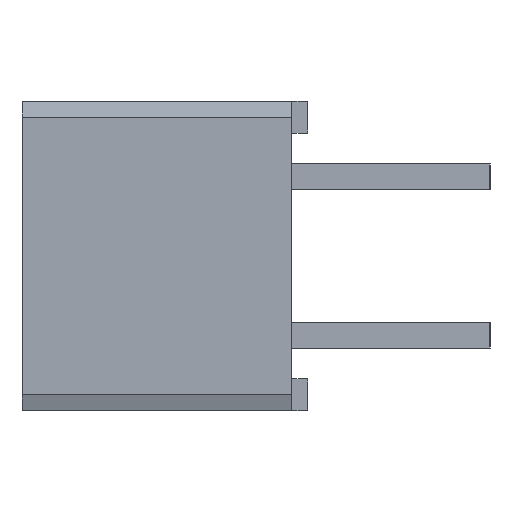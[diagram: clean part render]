
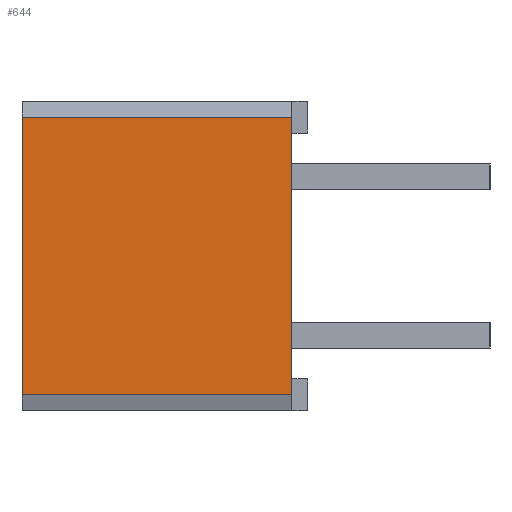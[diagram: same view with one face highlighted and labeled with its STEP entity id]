
A CAD part, left-side view. The second image highlights one B-rep face of the part: STEP entity #644.
In plain terms, the highlighted planar face has unit normal (-1, 0, 0).
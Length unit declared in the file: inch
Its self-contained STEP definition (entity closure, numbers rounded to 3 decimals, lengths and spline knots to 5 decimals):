
#644 = ADVANCED_FACE( '', ( #1677 ), #1678, .F. );
#1677 = FACE_OUTER_BOUND( '', #3167, .T. );
#1678 = PLANE( '', #3168 );
#3167 = EDGE_LOOP( '', ( #4918, #4919, #4920, #4921 ) );
#3168 = AXIS2_PLACEMENT_3D( '', #4922, #4923, #4924 );
#4918 = ORIENTED_EDGE( '', *, *, #9009, .T. );
#4919 = ORIENTED_EDGE( '', *, *, #9010, .T. );
#4920 = ORIENTED_EDGE( '', *, *, #9011, .T. );
#4921 = ORIENTED_EDGE( '', *, *, #9012, .F. );
#4922 = CARTESIAN_POINT( '', ( -0.5, 0.18, -0.0975 ) );
#4923 = DIRECTION( '', ( 1., 0., 0. ) );
#4924 = DIRECTION( '', ( 0., 0., -1. ) );
#9009 = EDGE_CURVE( '', #10871, #10872, #10873, .T. );
#9010 = EDGE_CURVE( '', #10872, #10874, #10875, .T. );
#9011 = EDGE_CURVE( '', #10874, #10876, #10877, .T. );
#9012 = EDGE_CURVE( '', #10871, #10876, #10878, .T. );
#10871 = VERTEX_POINT( '', #13516 );
#10872 = VERTEX_POINT( '', #13517 );
#10873 = LINE( '', #13518, #13519 );
#10874 = VERTEX_POINT( '', #13520 );
#10875 = LINE( '', #13521, #13522 );
#10876 = VERTEX_POINT( '', #13523 );
#10877 = LINE( '', #13524, #13525 );
#10878 = LINE( '', #13526, #13527 );
#13516 = CARTESIAN_POINT( '', ( -0.5, 0.18, -0.0875 ) );
#13517 = CARTESIAN_POINT( '', ( -0.5, 0.01, -0.0875 ) );
#13518 = CARTESIAN_POINT( '', ( -0.5, 0.18, -0.0875 ) );
#13519 = VECTOR( '', #16659, 39.37008 );
#13520 = CARTESIAN_POINT( '', ( -0.5, 0.01, 0.0875 ) );
#13521 = CARTESIAN_POINT( '', ( -0.5, 0.01, -0.0775 ) );
#13522 = VECTOR( '', #16660, 39.37008 );
#13523 = CARTESIAN_POINT( '', ( -0.5, 0.18, 0.0875 ) );
#13524 = CARTESIAN_POINT( '', ( -0.5, 0.18, 0.0875 ) );
#13525 = VECTOR( '', #16661, 39.37008 );
#13526 = CARTESIAN_POINT( '', ( -0.5, 0.18, -0.0975 ) );
#13527 = VECTOR( '', #16662, 39.37008 );
#16659 = DIRECTION( '', ( 0., -1., 0. ) );
#16660 = DIRECTION( '', ( 0., 0., 1. ) );
#16661 = DIRECTION( '', ( 0., 1., 0. ) );
#16662 = DIRECTION( '', ( 0., 0., 1. ) );
